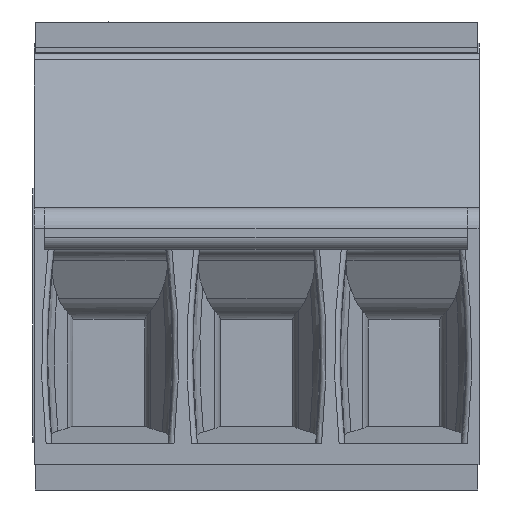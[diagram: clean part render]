
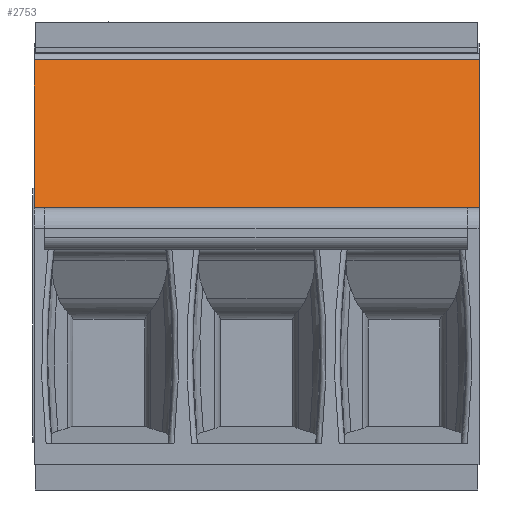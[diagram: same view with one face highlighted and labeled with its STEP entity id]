
A CAD part, front view. The second image highlights one B-rep face of the part: STEP entity #2753.
In plain terms, the highlighted planar face has unit normal (0, -0.966, 0.259).
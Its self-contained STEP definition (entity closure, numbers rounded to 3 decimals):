
#2753=ADVANCED_FACE('',(#5220),#5221,.T.);
#5220=FACE_OUTER_BOUND('',#8393,.T.);
#5221=PLANE('',#8394);
#8393=EDGE_LOOP('',(#13901,#13902,#13903,#13904));
#8394=AXIS2_PLACEMENT_3D('',#13905,#13906,#13907);
#13901=ORIENTED_EDGE('',*,*,#16874,.T.);
#13902=ORIENTED_EDGE('',*,*,#16152,.F.);
#13903=ORIENTED_EDGE('',*,*,#16875,.T.);
#13904=ORIENTED_EDGE('',*,*,#16876,.T.);
#13905=CARTESIAN_POINT('',(-3.184,0.57,6.7));
#13906=DIRECTION('',(0.,-0.966,0.259));
#13907=DIRECTION('',(1.0,0.,0.));
#16152=EDGE_CURVE('',#18958,#18960,#18961,.T.);
#16874=EDGE_CURVE('',#19958,#18960,#19959,.T.);
#16875=EDGE_CURVE('',#18958,#19960,#19961,.T.);
#16876=EDGE_CURVE('',#19960,#19958,#19962,.T.);
#18958=VERTEX_POINT('',#23374);
#18960=VERTEX_POINT('',#23376);
#18961=LINE('',#23377,#23378);
#19958=VERTEX_POINT('',#26034);
#19959=LINE('',#26035,#26036);
#19960=VERTEX_POINT('',#26037);
#19961=LINE('',#26038,#26039);
#19962=LINE('',#26040,#26041);
#23374=CARTESIAN_POINT('',(10.595,1.508,10.201));
#23376=CARTESIAN_POINT('',(10.595,0.57,6.7));
#23377=CARTESIAN_POINT('',(10.595,-1.064,0.6));
#23378=VECTOR('',#28220,1.0);
#26034=CARTESIAN_POINT('',(0.04,0.57,6.7));
#26035=CARTESIAN_POINT('',(-8.315,0.57,6.7));
#26036=VECTOR('',#28852,1.0);
#26037=CARTESIAN_POINT('',(0.04,1.508,10.201));
#26038=CARTESIAN_POINT('',(21.344,1.508,10.201));
#26039=VECTOR('',#28853,1.0);
#26040=CARTESIAN_POINT('',(0.04,-1.064,0.6));
#26041=VECTOR('',#28854,1.0);
#28220=DIRECTION('',(0.,-0.259,-0.966));
#28852=DIRECTION('',(1.0,0.,0.));
#28853=DIRECTION('',(-1.0,0.,0.));
#28854=DIRECTION('',(0.,-0.259,-0.966));
